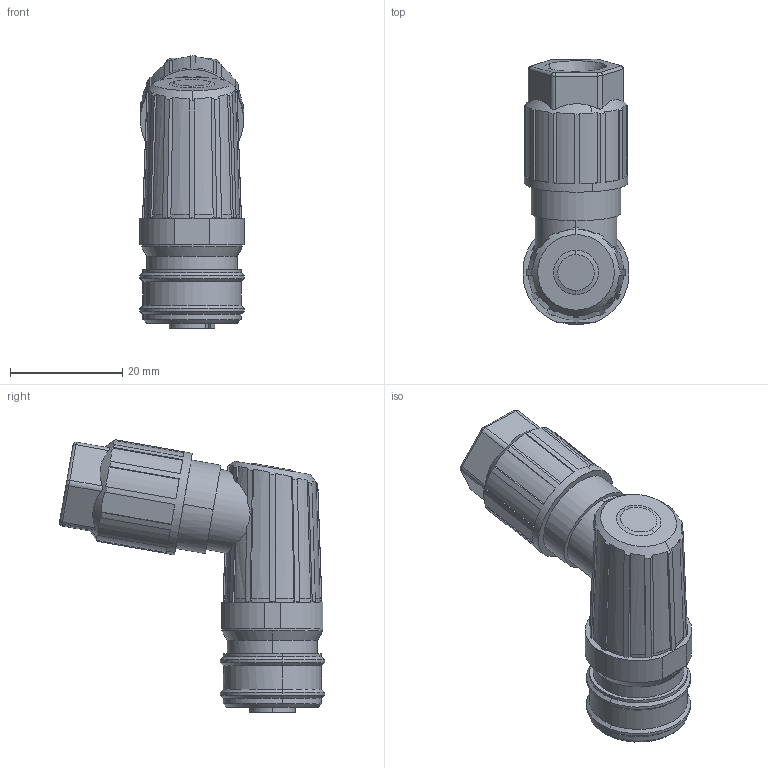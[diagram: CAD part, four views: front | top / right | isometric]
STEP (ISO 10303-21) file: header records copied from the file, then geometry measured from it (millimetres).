
FILE_DESCRIPTION(('CATIA V5 STEP Exchange','CAx-IF Rec.Pracs.--- Model Styling and Organization---1.5--- 2016-08-15','CAx-IF Rec.Pracs.---Supplemental Geometry---1.0---2011-11-01','CAx-IF Rec.Pracs.--- Composite Materials ---1.1---2010-07-15'),'2;1');
FILE_NAME ('2176745-2_0', '2025-06-16T12:02:45+00:00', ('none'), ('Weidmueller'), 'CATIA Version 5-6 Release 2022 SP4 HF5', 'CATIA V5 STEP AP214 v3', 'none');
FILE_SCHEMA(('AUTOMOTIVE_DESIGN { 1 0 10303 214 1 1 1 1 }'));
Length unit declared in the file: millimetre
Products named in the file (1): 3153320000
Bounding box: 18.8 x 47.29 x 48.59 mm (x, y, z)
Volume: 11619.8 mm3; surface area: 9372.7 mm2
Topology: 1 solids, 1 shells, 861 faces, 2453 edges, 1648 vertices
Faces by surface type: plane 433, cylinder 160, cone 148, extrusion 112, torus 8
Entity records: 29431 total; most frequent: CARTESIAN_POINT 9216, ORIENTED_EDGE 4906, DIRECTION 2630, EDGE_CURVE 2453, VERTEX_POINT 1648, VECTOR 1286, LINE 1174, EDGE_LOOP 934
